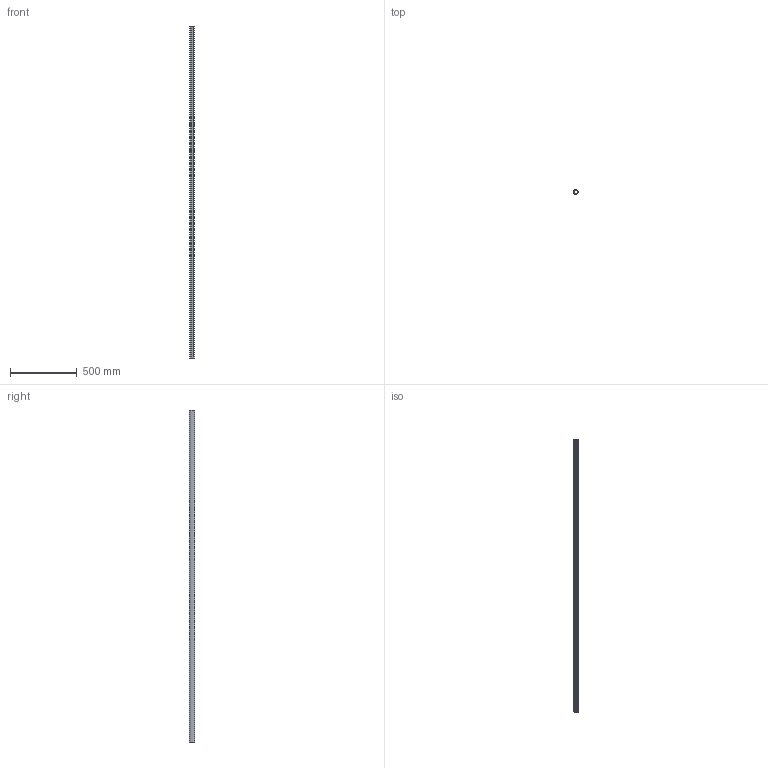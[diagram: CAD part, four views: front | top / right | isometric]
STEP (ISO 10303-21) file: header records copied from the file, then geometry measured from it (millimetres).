
FILE_DESCRIPTION(('STEP AP214'),'1');
FILE_NAME('100-280-98in.stp','2014-07-06T20:29:36',(' '),(' '),'Spatial InterOp 3D',' ',' ');
FILE_SCHEMA(('automotive_design'));
Length unit declared in the file: metre
Products named in the file (2): 1; 2
Bounding box: 32 x 38.35 x 2489.2 mm (x, y, z)
Volume: 445576.7 mm3; surface area: 674043 mm2
Topology: 1 solids, 1 shells, 166 faces, 657 edges, 634 vertices
Faces by surface type: plane 159, cylinder 4, extrusion 3
Entity records: 8780 total; most frequent: CARTESIAN_POINT 1348, ORIENTED_EDGE 984, DIRECTION 972, VECTOR 618, LINE 615, EDGE_CURVE 492, VERTEX_POINT 328, STYLED_ITEM 308
